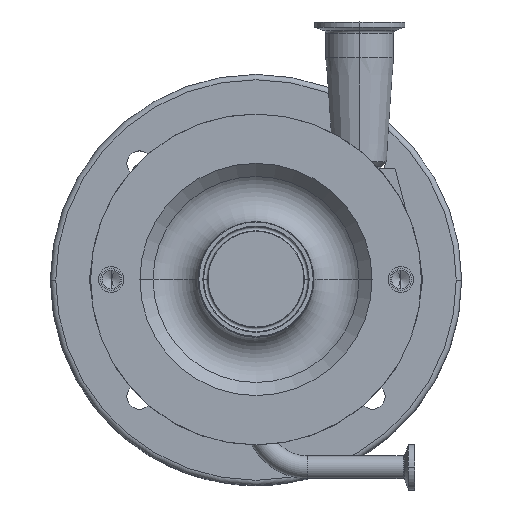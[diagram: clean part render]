
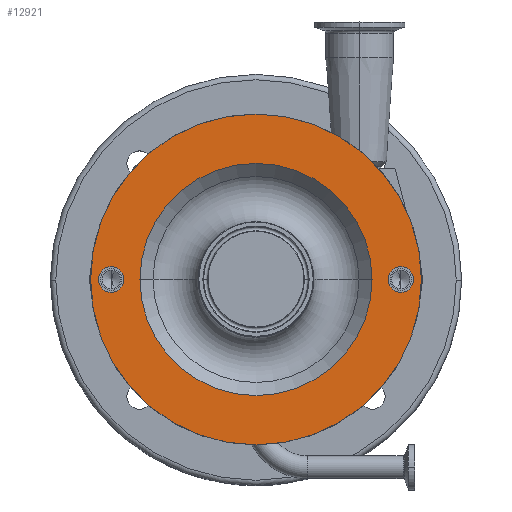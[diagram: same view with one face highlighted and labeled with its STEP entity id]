
A CAD part, top view. The second image highlights one B-rep face of the part: STEP entity #12921.
In plain terms, the highlighted planar face has unit normal (0, 0, 1).
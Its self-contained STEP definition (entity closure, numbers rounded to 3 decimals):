
#462 = AXIS2_PLACEMENT_3D ( 'NONE', #3099, #13122, #16260 ) ;
#488 = DIRECTION ( 'NONE',  ( 0., 0., 1. ) ) ;
#603 = CARTESIAN_POINT ( 'NONE',  ( 81., 0., 205.5 ) ) ;
#619 = AXIS2_PLACEMENT_3D ( 'NONE', #15328, #810, #5210 ) ;
#810 = DIRECTION ( 'NONE',  ( 0., 0., 1. ) ) ;
#1825 = VERTEX_POINT ( 'NONE', #16160 ) ;
#1994 = DIRECTION ( 'NONE',  ( 0., 0., 1. ) ) ;
#2215 = AXIS2_PLACEMENT_3D ( 'NONE', #17847, #8793, #10475 ) ;
#2454 = EDGE_CURVE ( 'NONE', #1825, #5604, #10191, .T. ) ;
#2519 = ORIENTED_EDGE ( 'NONE', *, *, #2454, .T. ) ;
#2563 = DIRECTION ( 'NONE',  ( 0., 0., -1. ) ) ;
#2569 = CARTESIAN_POINT ( 'NONE',  ( -64.921, 0., 205.5 ) ) ;
#2865 = EDGE_CURVE ( 'NONE', #17602, #9276, #13881, .T. ) ;
#2941 = DIRECTION ( 'NONE',  ( 0., -1., 0. ) ) ;
#3099 = CARTESIAN_POINT ( 'NONE',  ( 0., 0., 205.5 ) ) ;
#3244 = CARTESIAN_POINT ( 'NONE',  ( -81., 0., 205.5 ) ) ;
#3353 = EDGE_CURVE ( 'NONE', #17780, #14824, #17228, .T. ) ;
#3869 = CARTESIAN_POINT ( 'NONE',  ( -73.856, 0., 205.5 ) ) ;
#4317 = EDGE_LOOP ( 'NONE', ( #6941, #2519 ) ) ;
#4382 = CARTESIAN_POINT ( 'NONE',  ( 0., 32., 205.5 ) ) ;
#4604 = AXIS2_PLACEMENT_3D ( 'NONE', #18541, #5453, #6606 ) ;
#5177 = CARTESIAN_POINT ( 'NONE',  ( -88.144, 0., 205.5 ) ) ;
#5210 = DIRECTION ( 'NONE',  ( 1., 0., 0. ) ) ;
#5453 = DIRECTION ( 'NONE',  ( 0., 0., 1. ) ) ;
#5604 = VERTEX_POINT ( 'NONE', #7715 ) ;
#5769 = DIRECTION ( 'NONE',  ( 0., 0., 1. ) ) ;
#5900 = PLANE ( 'NONE',  #16212 ) ;
#6124 = DIRECTION ( 'NONE',  ( 1., 0., 0. ) ) ;
#6559 = EDGE_CURVE ( 'NONE', #18574, #15508, #16650, .T. ) ;
#6606 = DIRECTION ( 'NONE',  ( 1., 0., 0. ) ) ;
#6941 = ORIENTED_EDGE ( 'NONE', *, *, #11511, .T. ) ;
#7715 = CARTESIAN_POINT ( 'NONE',  ( 92.5, 0., 205.5 ) ) ;
#8681 = FACE_BOUND ( 'NONE', #16336, .T. ) ;
#8793 = DIRECTION ( 'NONE',  ( 0., 0., 1. ) ) ;
#9133 = CARTESIAN_POINT ( 'NONE',  ( 88.144, 0., 205.5 ) ) ;
#9276 = VERTEX_POINT ( 'NONE', #5177 ) ;
#9303 = DIRECTION ( 'NONE',  ( 1., 0., 0. ) ) ;
#10191 = CIRCLE ( 'NONE', #10490, 92.5 ) ;
#10340 = EDGE_LOOP ( 'NONE', ( #18600, #18364 ) ) ;
#10475 = DIRECTION ( 'NONE',  ( 1., 0., 0. ) ) ;
#10490 = AXIS2_PLACEMENT_3D ( 'NONE', #16332, #488, #6124 ) ;
#10525 = DIRECTION ( 'NONE',  ( 0., 0., 1. ) ) ;
#10605 = ORIENTED_EDGE ( 'NONE', *, *, #17886, .F. ) ;
#10666 = DIRECTION ( 'NONE',  ( 1., 0., 0. ) ) ;
#11511 = EDGE_CURVE ( 'NONE', #5604, #1825, #12227, .T. ) ;
#11617 = CIRCLE ( 'NONE', #2215, 7.144 ) ;
#12227 = CIRCLE ( 'NONE', #4604, 92.5 ) ;
#12921 = ADVANCED_FACE ( 'NONE', ( #15825, #14216, #18896, #8681 ), #5900, .F. ) ;
#13122 = DIRECTION ( 'NONE',  ( 0., 0., 1. ) ) ;
#13251 = CARTESIAN_POINT ( 'NONE',  ( 64.921, 0., 205.5 ) ) ;
#13881 = CIRCLE ( 'NONE', #15993, 7.144 ) ;
#14115 = CARTESIAN_POINT ( 'NONE',  ( 73.856, 0., 205.5 ) ) ;
#14216 = FACE_BOUND ( 'NONE', #10340, .T. ) ;
#14824 = VERTEX_POINT ( 'NONE', #13251 ) ;
#15328 = CARTESIAN_POINT ( 'NONE',  ( -81., 0., 205.5 ) ) ;
#15508 = VERTEX_POINT ( 'NONE', #9133 ) ;
#15617 = CIRCLE ( 'NONE', #17741, 64.921 ) ;
#15825 = FACE_OUTER_BOUND ( 'NONE', #4317, .T. ) ;
#15993 = AXIS2_PLACEMENT_3D ( 'NONE', #3244, #1994, #10666 ) ;
#16069 = CARTESIAN_POINT ( 'NONE',  ( 0., 0., 205.5 ) ) ;
#16160 = CARTESIAN_POINT ( 'NONE',  ( -92.5, 0., 205.5 ) ) ;
#16212 = AXIS2_PLACEMENT_3D ( 'NONE', #4382, #2563, #2941 ) ;
#16260 = DIRECTION ( 'NONE',  ( 1., 0., 0. ) ) ;
#16323 = EDGE_CURVE ( 'NONE', #9276, #17602, #17089, .T. ) ;
#16332 = CARTESIAN_POINT ( 'NONE',  ( 0., 0., 205.5 ) ) ;
#16336 = EDGE_LOOP ( 'NONE', ( #10605, #18698 ) ) ;
#16488 = ORIENTED_EDGE ( 'NONE', *, *, #16323, .F. ) ;
#16650 = CIRCLE ( 'NONE', #16960, 7.144 ) ;
#16960 = AXIS2_PLACEMENT_3D ( 'NONE', #603, #10525, #9303 ) ;
#17089 = CIRCLE ( 'NONE', #619, 7.144 ) ;
#17228 = CIRCLE ( 'NONE', #462, 64.921 ) ;
#17319 = DIRECTION ( 'NONE',  ( 1., 0., 0. ) ) ;
#17449 = ORIENTED_EDGE ( 'NONE', *, *, #2865, .F. ) ;
#17602 = VERTEX_POINT ( 'NONE', #3869 ) ;
#17691 = EDGE_LOOP ( 'NONE', ( #17449, #16488 ) ) ;
#17741 = AXIS2_PLACEMENT_3D ( 'NONE', #16069, #5769, #17319 ) ;
#17780 = VERTEX_POINT ( 'NONE', #2569 ) ;
#17847 = CARTESIAN_POINT ( 'NONE',  ( 81., 0., 205.5 ) ) ;
#17886 = EDGE_CURVE ( 'NONE', #14824, #17780, #15617, .T. ) ;
#18364 = ORIENTED_EDGE ( 'NONE', *, *, #6559, .F. ) ;
#18456 = EDGE_CURVE ( 'NONE', #15508, #18574, #11617, .T. ) ;
#18541 = CARTESIAN_POINT ( 'NONE',  ( 0., 0., 205.5 ) ) ;
#18574 = VERTEX_POINT ( 'NONE', #14115 ) ;
#18600 = ORIENTED_EDGE ( 'NONE', *, *, #18456, .F. ) ;
#18698 = ORIENTED_EDGE ( 'NONE', *, *, #3353, .F. ) ;
#18896 = FACE_BOUND ( 'NONE', #17691, .T. ) ;
